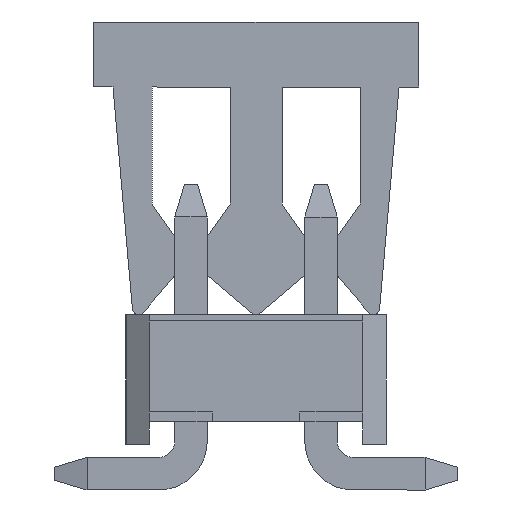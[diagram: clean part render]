
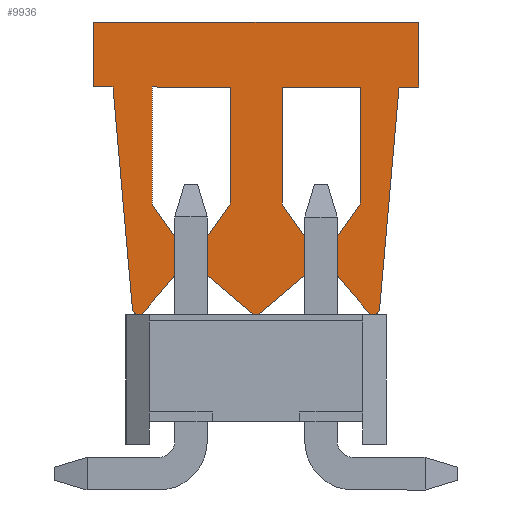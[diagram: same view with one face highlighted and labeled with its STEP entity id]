
A CAD part, front view. The second image highlights one B-rep face of the part: STEP entity #9936.
In plain terms, the highlighted face is planar.
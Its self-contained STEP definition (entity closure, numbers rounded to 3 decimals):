
#24=CIRCLE('',#10687,0.1);
#26=CIRCLE('',#10690,0.1);
#28=CIRCLE('',#10693,0.1);
#233=ORIENTED_EDGE('',*,*,#3094,.F.);
#234=ORIENTED_EDGE('',*,*,#3105,.F.);
#235=ORIENTED_EDGE('',*,*,#3101,.F.);
#236=ORIENTED_EDGE('',*,*,#3106,.F.);
#237=ORIENTED_EDGE('',*,*,#3027,.F.);
#238=ORIENTED_EDGE('',*,*,#3031,.F.);
#239=ORIENTED_EDGE('',*,*,#3095,.F.);
#240=ORIENTED_EDGE('',*,*,#3034,.F.);
#241=ORIENTED_EDGE('',*,*,#3038,.F.);
#242=ORIENTED_EDGE('',*,*,#3041,.F.);
#243=ORIENTED_EDGE('',*,*,#3044,.F.);
#244=ORIENTED_EDGE('',*,*,#3047,.F.);
#245=ORIENTED_EDGE('',*,*,#3050,.F.);
#246=ORIENTED_EDGE('',*,*,#3053,.F.);
#247=ORIENTED_EDGE('',*,*,#3056,.F.);
#248=ORIENTED_EDGE('',*,*,#3059,.F.);
#249=ORIENTED_EDGE('',*,*,#3097,.F.);
#250=ORIENTED_EDGE('',*,*,#3062,.F.);
#251=ORIENTED_EDGE('',*,*,#3066,.F.);
#252=ORIENTED_EDGE('',*,*,#3069,.F.);
#253=ORIENTED_EDGE('',*,*,#3072,.F.);
#254=ORIENTED_EDGE('',*,*,#3075,.F.);
#255=ORIENTED_EDGE('',*,*,#3078,.F.);
#256=ORIENTED_EDGE('',*,*,#3081,.F.);
#257=ORIENTED_EDGE('',*,*,#3084,.F.);
#258=ORIENTED_EDGE('',*,*,#3087,.F.);
#259=ORIENTED_EDGE('',*,*,#3099,.F.);
#260=ORIENTED_EDGE('',*,*,#3090,.F.);
#3027=EDGE_CURVE('',#4475,#4476,#5375,.T.);
#3031=EDGE_CURVE('',#4478,#4475,#5379,.T.);
#3034=EDGE_CURVE('',#4481,#4482,#5382,.T.);
#3038=EDGE_CURVE('',#4484,#4481,#5386,.T.);
#3041=EDGE_CURVE('',#4486,#4484,#5389,.T.);
#3044=EDGE_CURVE('',#4488,#4486,#5392,.T.);
#3047=EDGE_CURVE('',#4490,#4488,#5395,.T.);
#3050=EDGE_CURVE('',#4492,#4490,#5398,.T.);
#3053=EDGE_CURVE('',#4494,#4492,#5401,.T.);
#3056=EDGE_CURVE('',#4496,#4494,#5404,.T.);
#3059=EDGE_CURVE('',#4498,#4496,#5407,.T.);
#3062=EDGE_CURVE('',#4501,#4502,#5410,.T.);
#3066=EDGE_CURVE('',#4504,#4501,#5414,.T.);
#3069=EDGE_CURVE('',#4506,#4504,#5417,.T.);
#3072=EDGE_CURVE('',#4508,#4506,#5420,.T.);
#3075=EDGE_CURVE('',#4510,#4508,#5423,.T.);
#3078=EDGE_CURVE('',#4512,#4510,#5426,.T.);
#3081=EDGE_CURVE('',#4514,#4512,#5429,.T.);
#3084=EDGE_CURVE('',#4516,#4514,#5432,.T.);
#3087=EDGE_CURVE('',#4518,#4516,#5435,.T.);
#3090=EDGE_CURVE('',#4521,#4522,#5438,.T.);
#3094=EDGE_CURVE('',#4524,#4521,#5442,.T.);
#3095=EDGE_CURVE('',#4482,#4478,#24,.T.);
#3097=EDGE_CURVE('',#4502,#4498,#26,.T.);
#3099=EDGE_CURVE('',#4522,#4518,#28,.T.);
#3101=EDGE_CURVE('',#4525,#4526,#5443,.T.);
#3105=EDGE_CURVE('',#4526,#4524,#5447,.T.);
#3106=EDGE_CURVE('',#4476,#4525,#5448,.T.);
#4475=VERTEX_POINT('',#14015);
#4476=VERTEX_POINT('',#14017);
#4478=VERTEX_POINT('',#14023);
#4481=VERTEX_POINT('',#14030);
#4482=VERTEX_POINT('',#14032);
#4484=VERTEX_POINT('',#14038);
#4486=VERTEX_POINT('',#14044);
#4488=VERTEX_POINT('',#14050);
#4490=VERTEX_POINT('',#14056);
#4492=VERTEX_POINT('',#14062);
#4494=VERTEX_POINT('',#14068);
#4496=VERTEX_POINT('',#14074);
#4498=VERTEX_POINT('',#14080);
#4501=VERTEX_POINT('',#14087);
#4502=VERTEX_POINT('',#14089);
#4504=VERTEX_POINT('',#14095);
#4506=VERTEX_POINT('',#14101);
#4508=VERTEX_POINT('',#14107);
#4510=VERTEX_POINT('',#14113);
#4512=VERTEX_POINT('',#14119);
#4514=VERTEX_POINT('',#14125);
#4516=VERTEX_POINT('',#14131);
#4518=VERTEX_POINT('',#14137);
#4521=VERTEX_POINT('',#14144);
#4522=VERTEX_POINT('',#14146);
#4524=VERTEX_POINT('',#14152);
#4525=VERTEX_POINT('',#14165);
#4526=VERTEX_POINT('',#14166);
#5375=LINE('',#14016,#6753);
#5379=LINE('',#14024,#6757);
#5382=LINE('',#14031,#6760);
#5386=LINE('',#14039,#6764);
#5389=LINE('',#14045,#6767);
#5392=LINE('',#14051,#6770);
#5395=LINE('',#14057,#6773);
#5398=LINE('',#14063,#6776);
#5401=LINE('',#14069,#6779);
#5404=LINE('',#14075,#6782);
#5407=LINE('',#14081,#6785);
#5410=LINE('',#14088,#6788);
#5414=LINE('',#14096,#6792);
#5417=LINE('',#14102,#6795);
#5420=LINE('',#14108,#6798);
#5423=LINE('',#14114,#6801);
#5426=LINE('',#14120,#6804);
#5429=LINE('',#14126,#6807);
#5432=LINE('',#14132,#6810);
#5435=LINE('',#14138,#6813);
#5438=LINE('',#14145,#6816);
#5442=LINE('',#14153,#6820);
#5443=LINE('',#14164,#6821);
#5447=LINE('',#14173,#6825);
#5448=LINE('',#14174,#6826);
#6753=VECTOR('',#11325,1000.);
#6757=VECTOR('',#11331,1000.);
#6760=VECTOR('',#11336,1000.);
#6764=VECTOR('',#11342,1000.);
#6767=VECTOR('',#11347,1000.);
#6770=VECTOR('',#11352,1000.);
#6773=VECTOR('',#11357,1000.);
#6776=VECTOR('',#11362,1000.);
#6779=VECTOR('',#11367,1000.);
#6782=VECTOR('',#11372,1000.);
#6785=VECTOR('',#11377,1000.);
#6788=VECTOR('',#11382,1000.);
#6792=VECTOR('',#11388,1000.);
#6795=VECTOR('',#11393,1000.);
#6798=VECTOR('',#11398,1000.);
#6801=VECTOR('',#11403,1000.);
#6804=VECTOR('',#11408,1000.);
#6807=VECTOR('',#11413,1000.);
#6810=VECTOR('',#11418,1000.);
#6813=VECTOR('',#11423,1000.);
#6816=VECTOR('',#11428,1000.);
#6820=VECTOR('',#11434,1000.);
#6821=VECTOR('',#11455,1000.);
#6825=VECTOR('',#11461,1000.);
#6826=VECTOR('',#11462,1000.);
#8155=EDGE_LOOP('',(#233,#234,#235,#236,#237,#238,#239,#240,#241,#242,#243,
#244,#245,#246,#247,#248,#249,#250,#251,#252,#253,#254,#255,#256,#257,#258,
#259,#260));
#8771=FACE_BOUND('',#8155,.T.);
#9384=PLANE('',#10696);
#9936=ADVANCED_FACE('',(#8771),#9384,.F.);
#10687=AXIS2_PLACEMENT_3D('',#14155,#11437,#11438);
#10690=AXIS2_PLACEMENT_3D('',#14158,#11443,#11444);
#10693=AXIS2_PLACEMENT_3D('',#14161,#11449,#11450);
#10696=AXIS2_PLACEMENT_3D('',#14172,#11459,#11460);
#11325=DIRECTION('',(0.,1.,0.));
#11331=DIRECTION('',(0.,0.087,0.996));
#11336=DIRECTION('',(0.,0.644,-0.765));
#11342=DIRECTION('',(0.,0.,-1.));
#11347=DIRECTION('',(0.,-0.574,-0.819));
#11352=DIRECTION('',(0.,0.,-1.));
#11357=DIRECTION('',(0.,1.,0.));
#11362=DIRECTION('',(0.,0.,1.));
#11367=DIRECTION('',(0.,-0.574,0.819));
#11372=DIRECTION('',(0.,0.,1.));
#11377=DIRECTION('',(0.,0.765,0.644));
#11382=DIRECTION('',(0.,0.765,-0.644));
#11388=DIRECTION('',(0.,0.,-1.));
#11393=DIRECTION('',(0.,-0.574,-0.819));
#11398=DIRECTION('',(0.,0.,-1.));
#11403=DIRECTION('',(0.,1.,0.));
#11408=DIRECTION('',(0.,0.,1.));
#11413=DIRECTION('',(0.,-0.574,0.819));
#11418=DIRECTION('',(0.,0.,1.));
#11423=DIRECTION('',(0.,0.644,0.765));
#11428=DIRECTION('',(0.,0.087,-0.996));
#11434=DIRECTION('',(0.,1.,0.));
#11437=DIRECTION('',(1.,0.,0.));
#11438=DIRECTION('',(0.,0.,-1.));
#11443=DIRECTION('',(1.,0.,0.));
#11444=DIRECTION('',(0.,0.,-1.));
#11449=DIRECTION('',(1.,0.,0.));
#11450=DIRECTION('',(0.,0.,-1.));
#11455=DIRECTION('',(0.,-1.,0.));
#11459=DIRECTION('',(1.,0.,0.));
#11460=DIRECTION('',(0.,0.,-1.));
#11461=DIRECTION('',(0.,0.,-1.));
#11462=DIRECTION('',(0.,0.,1.));
#14015=CARTESIAN_POINT('',(-3.25,2.2,4.5));
#14016=CARTESIAN_POINT('',(-3.25,2.5,4.5));
#14017=CARTESIAN_POINT('',(-3.25,2.5,4.5));
#14023=CARTESIAN_POINT('',(-3.25,1.902,1.091));
#14024=CARTESIAN_POINT('',(-3.25,2.2,4.5));
#14030=CARTESIAN_POINT('',(-3.25,1.25,1.601));
#14031=CARTESIAN_POINT('',(-3.25,1.726,1.036));
#14032=CARTESIAN_POINT('',(-3.25,1.726,1.036));
#14038=CARTESIAN_POINT('',(-3.25,1.25,2.201));
#14039=CARTESIAN_POINT('',(-3.25,1.25,1.601));
#14044=CARTESIAN_POINT('',(-3.25,1.6,2.7));
#14045=CARTESIAN_POINT('',(-3.25,1.25,2.201));
#14050=CARTESIAN_POINT('',(-3.25,1.6,4.5));
#14051=CARTESIAN_POINT('',(-3.25,1.6,2.7));
#14056=CARTESIAN_POINT('',(-3.25,0.4,4.5));
#14057=CARTESIAN_POINT('',(-3.25,1.6,4.5));
#14062=CARTESIAN_POINT('',(-3.25,0.4,2.7));
#14063=CARTESIAN_POINT('',(-3.25,0.4,4.5));
#14068=CARTESIAN_POINT('',(-3.25,0.75,2.201));
#14069=CARTESIAN_POINT('',(-3.25,0.4,2.7));
#14074=CARTESIAN_POINT('',(-3.25,0.75,1.601));
#14075=CARTESIAN_POINT('',(-3.25,0.75,2.201));
#14080=CARTESIAN_POINT('',(-3.25,0.064,1.024));
#14081=CARTESIAN_POINT('',(-3.25,0.75,1.601));
#14087=CARTESIAN_POINT('',(-3.25,-0.75,1.601));
#14088=CARTESIAN_POINT('',(-3.25,-0.75,1.601));
#14089=CARTESIAN_POINT('',(-3.25,-0.064,1.024));
#14095=CARTESIAN_POINT('',(-3.25,-0.75,2.201));
#14096=CARTESIAN_POINT('',(-3.25,-0.75,2.201));
#14101=CARTESIAN_POINT('',(-3.25,-0.4,2.7));
#14102=CARTESIAN_POINT('',(-3.25,-0.4,2.7));
#14107=CARTESIAN_POINT('',(-3.25,-0.4,4.5));
#14108=CARTESIAN_POINT('',(-3.25,-0.4,4.5));
#14113=CARTESIAN_POINT('',(-3.25,-1.6,4.5));
#14114=CARTESIAN_POINT('',(-3.25,-1.6,4.5));
#14119=CARTESIAN_POINT('',(-3.25,-1.6,2.7));
#14120=CARTESIAN_POINT('',(-3.25,-1.6,2.7));
#14125=CARTESIAN_POINT('',(-3.25,-1.25,2.201));
#14126=CARTESIAN_POINT('',(-3.25,-1.25,2.201));
#14131=CARTESIAN_POINT('',(-3.25,-1.25,1.601));
#14132=CARTESIAN_POINT('',(-3.25,-1.25,1.601));
#14137=CARTESIAN_POINT('',(-3.25,-1.726,1.036));
#14138=CARTESIAN_POINT('',(-3.25,-1.726,1.036));
#14144=CARTESIAN_POINT('',(-3.25,-2.2,4.5));
#14145=CARTESIAN_POINT('',(-3.25,-2.2,4.5));
#14146=CARTESIAN_POINT('',(-3.25,-1.902,1.091));
#14152=CARTESIAN_POINT('',(-3.25,-2.5,4.5));
#14153=CARTESIAN_POINT('',(-3.25,-2.5,4.5));
#14155=CARTESIAN_POINT('',(-3.25,1.802,1.1));
#14158=CARTESIAN_POINT('',(-3.25,0.,1.1));
#14161=CARTESIAN_POINT('',(-3.25,-1.802,1.1));
#14164=CARTESIAN_POINT('',(-3.25,2.5,5.5));
#14165=CARTESIAN_POINT('',(-3.25,2.5,5.5));
#14166=CARTESIAN_POINT('',(-3.25,-2.5,5.5));
#14172=CARTESIAN_POINT('',(-3.25,0.,3.25));
#14173=CARTESIAN_POINT('',(-3.25,-2.5,5.5));
#14174=CARTESIAN_POINT('',(-3.25,2.5,1.));
